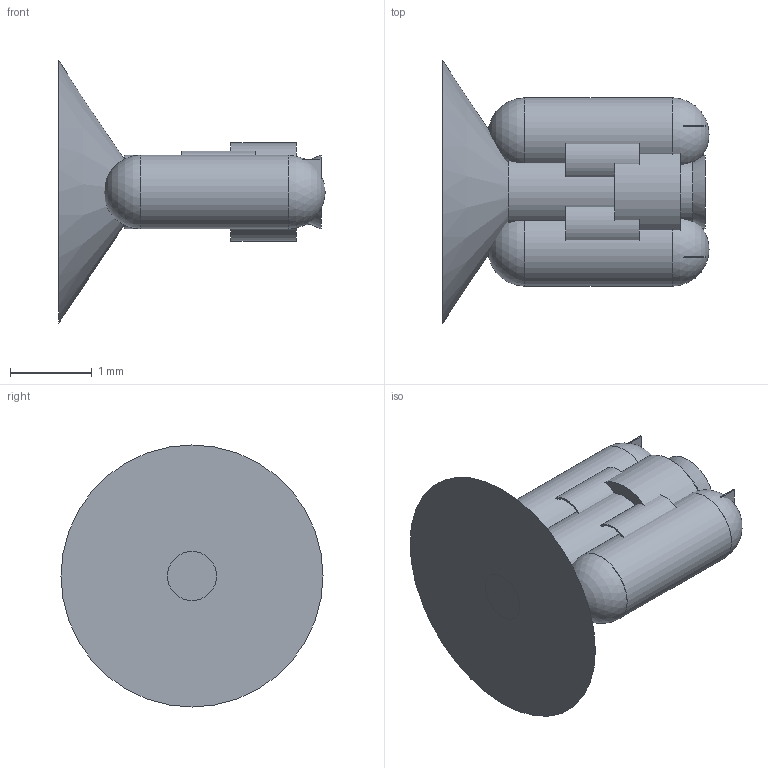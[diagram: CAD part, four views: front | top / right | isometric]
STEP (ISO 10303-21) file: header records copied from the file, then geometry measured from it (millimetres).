
FILE_DESCRIPTION(('FreeCAD Model'),'2;1');
FILE_NAME('Open CASCADE Shape Model','2025-11-08T20:07:27',('Author'),( ''),'Open CASCADE STEP processor 7.8','FreeCAD','Unknown');
FILE_SCHEMA(('AUTOMOTIVE_DESIGN { 1 0 10303 214 1 1 1 1 }'));
Length unit declared in the file: millimetre
Products named in the file (20): Cryotank_R; SPACECRAFT; STRUCTURE; Hull_Shell; HeatShield; THERMAL; Radiator_0; Radiator_1; POWER; Electrolyzer_PEM; COPV_H2; COPV_O2; FLUIDS; Cryotank_L; PROPULSION; DFD_Reactor; Magnetic_Nozzle; AVIONICS; MISC
Assembly tree (18 placements, depth 3):
  Cryotank_R
  SPACECRAFT
    STRUCTURE
      Hull_Shell
      HeatShield
    THERMAL
      Radiator_0
      Radiator_1
    POWER
      Electrolyzer_PEM
      COPV_H2
      COPV_O2
    FLUIDS
      Cryotank_L
      Cryotank_R
    PROPULSION
      DFD_Reactor
      Magnetic_Nozzle
    AVIONICS
    MISC
Bounding box: 3.25 x 3.2 x 3.2 mm (x, y, z)
Volume: 5.7 mm3; surface area: 87.9 mm2
Topology: 13 solids, 16 shells, 60 faces, 108 edges, 68 vertices
Faces by surface type: plane 32, cylinder 13, sphere 12, cone 3
Full cylindrical faces by diameter (mm): 0.56 x2, 0.6 x2, 0.8 x1, 0.876 x3, 0.9 x4, 1.2 x1
Entity records: 3107 total; most frequent: DIRECTION 486, CARTESIAN_POINT 432, LINE 223, VECTOR 223, ORIENTED_EDGE 190, PCURVE 190, DEFINITIONAL_REPRESENTATION 190, AXIS2_PLACEMENT_3D 122
